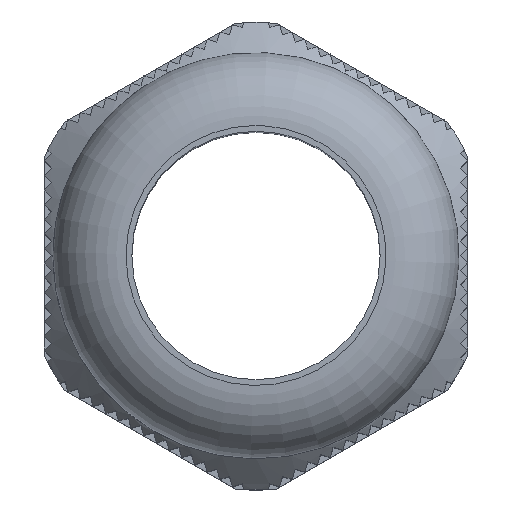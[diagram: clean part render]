
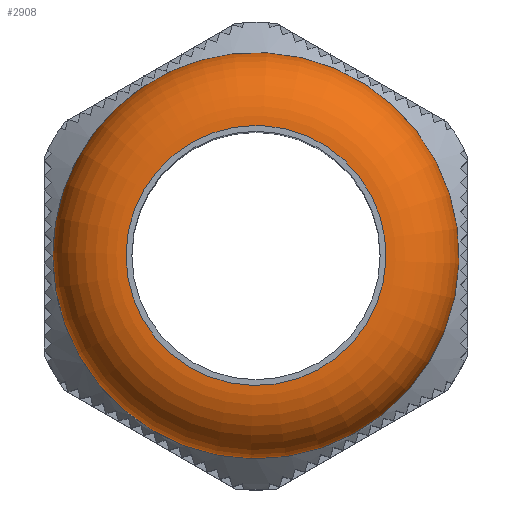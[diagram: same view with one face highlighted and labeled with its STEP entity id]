
A CAD part, top view. The second image highlights one B-rep face of the part: STEP entity #2908.
In plain terms, the highlighted toroidal (fillet/blend) face has major radius 8.9 mm and minor radius 5 mm.
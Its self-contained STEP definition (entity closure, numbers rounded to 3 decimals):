
#2874=CARTESIAN_POINT('',(-13.9,-2.887,6.5));
#2875=VERTEX_POINT('',#2874);
#2876=CARTESIAN_POINT('',(0.,-2.887,6.5));
#2877=DIRECTION('',(0.0,0.0,1.0));
#2878=DIRECTION('',(0.0,1.0,0.0));
#2879=AXIS2_PLACEMENT_3D('',#2876,#2877,#2878);
#2880=CIRCLE('',#2879,13.9);
#2881=EDGE_CURVE('',#2875,#2875,#2880,.T.);
#2889=CARTESIAN_POINT('',(0.,-2.887,6.5));
#2890=DIRECTION('',(0.,0.,1.0));
#2891=DIRECTION('',(1.0,0.0,0.0));
#2892=AXIS2_PLACEMENT_3D('',#2889,#2890,#2891);
#2893=TOROIDAL_SURFACE('',#2892,8.9,5.);
#2894=CARTESIAN_POINT('',(0.,6.013,11.5));
#2895=VERTEX_POINT('',#2894);
#2896=CARTESIAN_POINT('',(0.,-2.887,11.5));
#2897=DIRECTION('',(0.0,0.0,1.0));
#2898=DIRECTION('',(1.0,0.0,0.0));
#2899=AXIS2_PLACEMENT_3D('',#2896,#2897,#2898);
#2900=CIRCLE('',#2899,8.9);
#2901=EDGE_CURVE('',#2895,#2895,#2900,.T.);
#2902=ORIENTED_EDGE('',*,*,#2901,.F.);
#2903=EDGE_LOOP('',(#2902));
#2904=FACE_OUTER_BOUND('',#2903,.T.);
#2905=ORIENTED_EDGE('',*,*,#2881,.T.);
#2906=EDGE_LOOP('',(#2905));
#2907=FACE_BOUND('',#2906,.T.);
#2908=ADVANCED_FACE('',(#2904,#2907),#2893,.T.);
